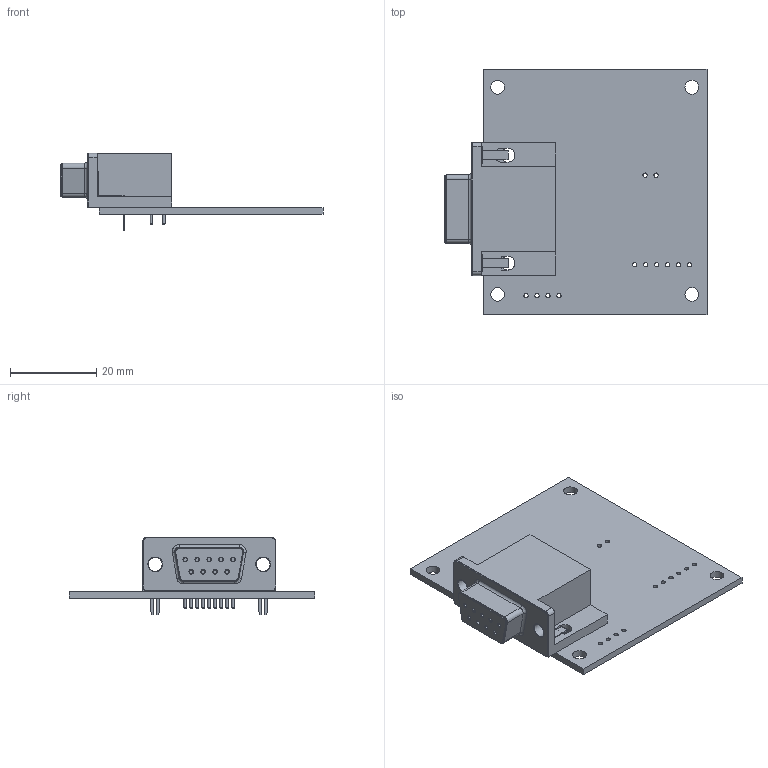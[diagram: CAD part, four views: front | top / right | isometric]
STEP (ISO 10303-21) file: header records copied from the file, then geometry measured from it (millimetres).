
FILE_DESCRIPTION(('KiCad electronic assembly'),'2;1');
FILE_NAME('bin.step','2022-03-19T11:12:28',('Pcbnew'),('Kicad'), 'Open CASCADE STEP processor 7.5','KiCad to STEP converter','Unknown' );
FILE_SCHEMA(('AUTOMOTIVE_DESIGN { 1 0 10303 214 1 1 1 1 }'));
Length unit declared in the file: millimetre
Products named in the file (4): bin 1; DSUB-9_Female_Horizontal_P2.77x2.84mm_EdgePinOffset14.56mm_Housed_
MountingHolesOffset8.20mm; SOLID; _autosave-bin PCB
Assembly tree (3 placements, depth 3):
  bin 1
    DSUB-9_Female_Horizontal_P2.77x2.84mm_EdgePinOffset14.56mm_Housed_
MountingHolesOffset8.20mm
      SOLID
    _autosave-bin PCB
Bounding box: 60.69 x 56.88 x 17.9 mm (x, y, z)
Volume: 10836.5 mm3; surface area: 9554.3 mm2
Topology: 2 solids, 2 shells, 212 faces, 527 edges, 330 vertices
Faces by surface type: bspline 179, cylinder 27, plane 6
Full cylindrical faces by diameter (mm): 1 x21, 3.2 x6
Entity records: 15037 total; most frequent: CARTESIAN_POINT 6319, ORIENTED_EDGE 1054, PCURVE 1054, DEFINITIONAL_REPRESENTATION 1054, B_SPLINE_CURVE_WITH_KNOTS 1053, EDGE_CURVE 527, SURFACE_CURVE 458, DIRECTION 353
